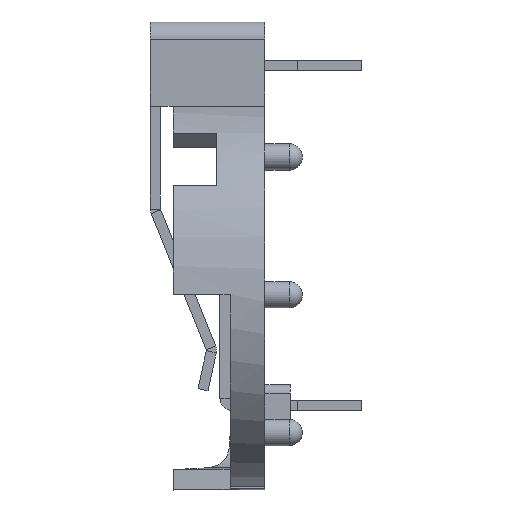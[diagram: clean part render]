
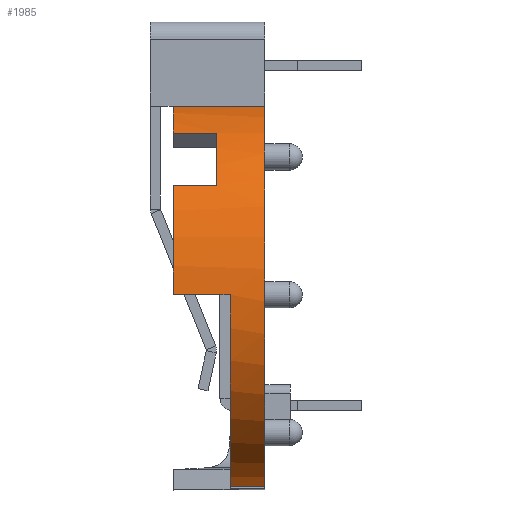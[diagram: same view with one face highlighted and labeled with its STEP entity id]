
A CAD part, left-side view. The second image highlights one B-rep face of the part: STEP entity #1985.
In plain terms, the highlighted cylindrical face has radius 11.5 mm (diameter 23 mm), a partial arc.
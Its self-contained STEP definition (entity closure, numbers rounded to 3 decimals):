
#61 = AXIS2_PLACEMENT_3D ( 'NONE', #356, #3712, #1255 ) ;
#90 = CARTESIAN_POINT ( 'NONE',  ( -2.227, 0., -11.282 ) ) ;
#111 = CARTESIAN_POINT ( 'NONE',  ( -2.995, 0., 11.103 ) ) ;
#117 = CIRCLE ( 'NONE', #61, 11.5 ) ;
#144 = LINE ( 'NONE', #902, #3241 ) ;
#158 = VERTEX_POINT ( 'NONE', #717 ) ;
#198 = CARTESIAN_POINT ( 'NONE',  ( -2.995, 0., 11.103 ) ) ;
#306 = VERTEX_POINT ( 'NONE', #1146 ) ;
#311 = DIRECTION ( 'NONE',  ( 0., 0., 1. ) ) ;
#356 = CARTESIAN_POINT ( 'NONE',  ( 0., 2.85, 0. ) ) ;
#466 = VERTEX_POINT ( 'NONE', #90 ) ;
#490 = VECTOR ( 'NONE', #1361, 1000. ) ;
#646 = EDGE_LOOP ( 'NONE', ( #2307, #3393, #2324, #880, #1398, #1117, #2887, #691, #695, #819 ) ) ;
#684 = LINE ( 'NONE', #198, #2923 ) ;
#691 = ORIENTED_EDGE ( 'NONE', *, *, #2616, .T. ) ;
#695 = ORIENTED_EDGE ( 'NONE', *, *, #3523, .F. ) ;
#717 = CARTESIAN_POINT ( 'NONE',  ( -6.447, 2.85, 9.523 ) ) ;
#732 = CIRCLE ( 'NONE', #2959, 11.5 ) ;
#819 = ORIENTED_EDGE ( 'NONE', *, *, #3503, .F. ) ;
#878 = AXIS2_PLACEMENT_3D ( 'NONE', #1403, #2901, #3852 ) ;
#880 = ORIENTED_EDGE ( 'NONE', *, *, #1280, .T. ) ;
#894 = VERTEX_POINT ( 'NONE', #1356 ) ;
#902 = CARTESIAN_POINT ( 'NONE',  ( -6.447, 0., 9.523 ) ) ;
#929 = DIRECTION ( 'NONE',  ( 0., 0., 1. ) ) ;
#987 = EDGE_CURVE ( 'NONE', #1582, #466, #732, .T. ) ;
#1117 = ORIENTED_EDGE ( 'NONE', *, *, #3301, .T. ) ;
#1146 = CARTESIAN_POINT ( 'NONE',  ( -6.447, 5.4, 9.523 ) ) ;
#1158 = VERTEX_POINT ( 'NONE', #2820 ) ;
#1226 = AXIS2_PLACEMENT_3D ( 'NONE', #2776, #3069, #929 ) ;
#1255 = DIRECTION ( 'NONE',  ( 0., 0., 1. ) ) ;
#1280 = EDGE_CURVE ( 'NONE', #3629, #306, #3439, .T. ) ;
#1281 = EDGE_CURVE ( 'NONE', #1582, #3629, #684, .T. ) ;
#1348 = VERTEX_POINT ( 'NONE', #2507 ) ;
#1356 = CARTESIAN_POINT ( 'NONE',  ( -11.5, 5.4, 0. ) ) ;
#1361 = DIRECTION ( 'NONE',  ( 0., -1., 0. ) ) ;
#1398 = ORIENTED_EDGE ( 'NONE', *, *, #2198, .F. ) ;
#1403 = CARTESIAN_POINT ( 'NONE',  ( 0., 0., 0. ) ) ;
#1411 = EDGE_CURVE ( 'NONE', #1348, #3448, #2826, .T. ) ;
#1437 = CARTESIAN_POINT ( 'NONE',  ( 0., 5.4, 0. ) ) ;
#1550 = CARTESIAN_POINT ( 'NONE',  ( -9.523, 2.85, 6.447 ) ) ;
#1582 = VERTEX_POINT ( 'NONE', #111 ) ;
#1698 = AXIS2_PLACEMENT_3D ( 'NONE', #1437, #2947, #2915 ) ;
#1706 = CARTESIAN_POINT ( 'NONE',  ( -2.227, -5.7, -11.282 ) ) ;
#1728 = CARTESIAN_POINT ( 'NONE',  ( -2.227, 2.05, -11.282 ) ) ;
#1793 = VECTOR ( 'NONE', #2118, 1000. ) ;
#1881 = CARTESIAN_POINT ( 'NONE',  ( -2.995, 5.4, 11.103 ) ) ;
#1889 = LINE ( 'NONE', #1706, #1793 ) ;
#1985 = ADVANCED_FACE ( 'NONE', ( #2723 ), #2965, .T. ) ;
#2096 = DIRECTION ( 'NONE',  ( 0., -1., 0. ) ) ;
#2118 = DIRECTION ( 'NONE',  ( 0., 1., 0. ) ) ;
#2198 = EDGE_CURVE ( 'NONE', #158, #306, #144, .T. ) ;
#2255 = CARTESIAN_POINT ( 'NONE',  ( -9.523, 0., 6.447 ) ) ;
#2307 = ORIENTED_EDGE ( 'NONE', *, *, #2428, .F. ) ;
#2324 = ORIENTED_EDGE ( 'NONE', *, *, #1281, .T. ) ;
#2390 = CARTESIAN_POINT ( 'NONE',  ( 0., 5.4, 0. ) ) ;
#2428 = EDGE_CURVE ( 'NONE', #466, #2491, #1889, .T. ) ;
#2491 = VERTEX_POINT ( 'NONE', #1728 ) ;
#2507 = CARTESIAN_POINT ( 'NONE',  ( -9.523, 5.4, 6.447 ) ) ;
#2562 = AXIS2_PLACEMENT_3D ( 'NONE', #2390, #2096, #311 ) ;
#2616 = EDGE_CURVE ( 'NONE', #1348, #894, #2882, .T. ) ;
#2651 = DIRECTION ( 'NONE',  ( 0., 1., 0. ) ) ;
#2723 = FACE_OUTER_BOUND ( 'NONE', #646, .T. ) ;
#2776 = CARTESIAN_POINT ( 'NONE',  ( 0., 2.05, 0. ) ) ;
#2820 = CARTESIAN_POINT ( 'NONE',  ( -11.5, 2.05, 0. ) ) ;
#2826 = LINE ( 'NONE', #2255, #490 ) ;
#2866 = DIRECTION ( 'NONE',  ( 0., 1., 0. ) ) ;
#2882 = CIRCLE ( 'NONE', #2562, 11.5 ) ;
#2887 = ORIENTED_EDGE ( 'NONE', *, *, #1411, .F. ) ;
#2901 = DIRECTION ( 'NONE',  ( 0., 1., 0. ) ) ;
#2915 = DIRECTION ( 'NONE',  ( 0., 0., 1. ) ) ;
#2923 = VECTOR ( 'NONE', #2651, 1000. ) ;
#2926 = DIRECTION ( 'NONE',  ( 0., -1., 0. ) ) ;
#2947 = DIRECTION ( 'NONE',  ( 0., -1., 0. ) ) ;
#2959 = AXIS2_PLACEMENT_3D ( 'NONE', #3265, #2926, #3227 ) ;
#2965 = CYLINDRICAL_SURFACE ( 'NONE', #878, 11.5 ) ;
#3069 = DIRECTION ( 'NONE',  ( 0., 1., 0. ) ) ;
#3070 = DIRECTION ( 'NONE',  ( 0., 1., 0. ) ) ;
#3227 = DIRECTION ( 'NONE',  ( 0., 0., 1. ) ) ;
#3241 = VECTOR ( 'NONE', #3070, 1000. ) ;
#3265 = CARTESIAN_POINT ( 'NONE',  ( 0., 0., 0. ) ) ;
#3301 = EDGE_CURVE ( 'NONE', #158, #3448, #117, .T. ) ;
#3393 = ORIENTED_EDGE ( 'NONE', *, *, #987, .F. ) ;
#3439 = CIRCLE ( 'NONE', #1698, 11.5 ) ;
#3448 = VERTEX_POINT ( 'NONE', #1550 ) ;
#3503 = EDGE_CURVE ( 'NONE', #2491, #1158, #3926, .T. ) ;
#3511 = LINE ( 'NONE', #3740, #3598 ) ;
#3523 = EDGE_CURVE ( 'NONE', #1158, #894, #3511, .T. ) ;
#3598 = VECTOR ( 'NONE', #2866, 1000. ) ;
#3629 = VERTEX_POINT ( 'NONE', #1881 ) ;
#3712 = DIRECTION ( 'NONE',  ( 0., -1., 0. ) ) ;
#3740 = CARTESIAN_POINT ( 'NONE',  ( -11.5, 2.05, 0. ) ) ;
#3852 = DIRECTION ( 'NONE',  ( 0., 0., 1. ) ) ;
#3926 = CIRCLE ( 'NONE', #1226, 11.5 ) ;
